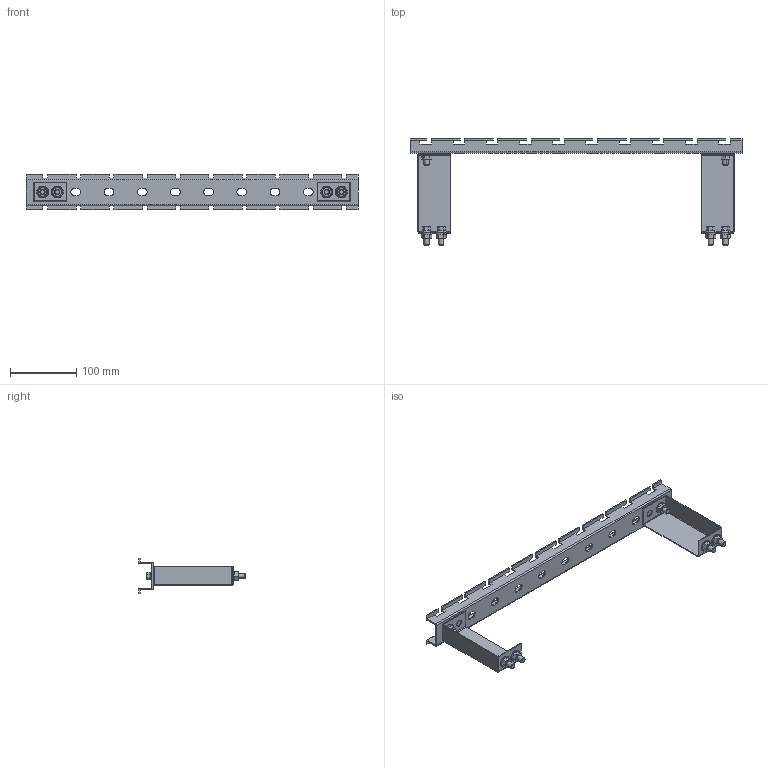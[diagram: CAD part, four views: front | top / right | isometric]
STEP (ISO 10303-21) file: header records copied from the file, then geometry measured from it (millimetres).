
FILE_DESCRIPTION (( 'STEP AP214' ), '1' );
FILE_NAME ('LC-EFS450_3D.step', '2023-05-09T16:30:13', ( '' ), ( '' ), 'SwSTEP 2.0', 'SolidWorks 2022', '' );
FILE_SCHEMA (( 'AUTOMOTIVE_DESIGN' ));
Length unit declared in the file: millimetre
Products named in the file (5): PJ-BR00_450 [18"]; LC-EFS450_3D; PJ-EFS-H120; hex flange bolt small_iso_ISO 4162 - M8 x 20 x 20-N; hex flange nut gradea_iso_ISO - 4161 - M8 - N
Assembly tree (15 placements, depth 2):
  LC-EFS450_3D
    PJ-BR00_450 [18"]
    PJ-EFS-H120  x2
    hex flange bolt small_iso_ISO 4162 - M8 x 20 x 20-N  x6
    hex flange nut gradea_iso_ISO - 4161 - M8 - N  x6
Bounding box: 500 x 160.5 x 53 mm (x, y, z)
Volume: 134098.3 mm3; surface area: 147571.9 mm2
Topology: 15 solids, 15 shells, 704 faces, 1700 edges, 1032 vertices
Faces by surface type: plane 336, cylinder 132, cone 132, bspline 80, torus 24
Entity records: 12006 total; most frequent: CARTESIAN_POINT 2797, ORIENTED_EDGE 1912, DIRECTION 1806, EDGE_CURVE 956, LINE 688, VECTOR 688, VERTEX_POINT 604, AXIS2_PLACEMENT_3D 559
